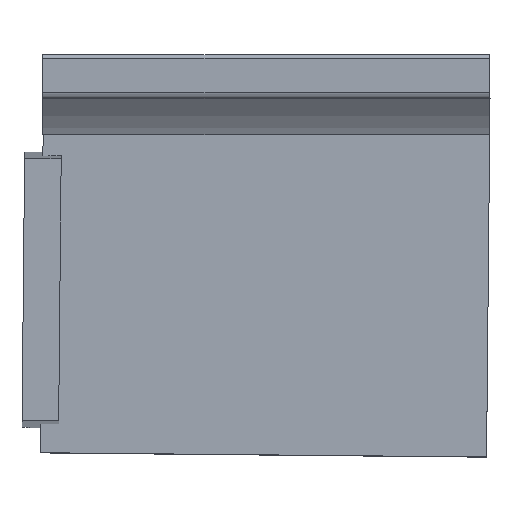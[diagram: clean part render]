
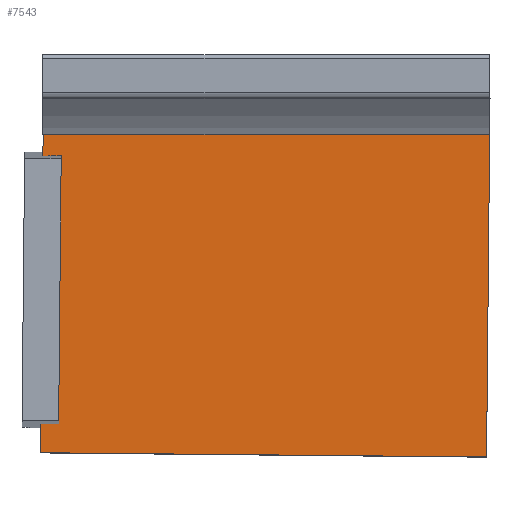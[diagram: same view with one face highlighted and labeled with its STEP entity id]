
A CAD part, top view. The second image highlights one B-rep face of the part: STEP entity #7543.
In plain terms, the highlighted planar face has unit normal (0, 0, 1).
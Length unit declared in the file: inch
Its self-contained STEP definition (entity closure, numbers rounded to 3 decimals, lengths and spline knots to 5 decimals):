
#892=PLANE('',#8268);
#1003=FACE_OUTER_BOUND('',#1577,.T.);
#1577=EDGE_LOOP('',(#5149,#5150,#5151,#5152));
#2265=LINE('',#11389,#2585);
#2267=LINE('',#11393,#2587);
#2269=LINE('',#11397,#2589);
#2271=LINE('',#11400,#2591);
#2585=VECTOR('',#9230,0.3937);
#2587=VECTOR('',#9234,0.3937);
#2589=VECTOR('',#9238,0.3937);
#2591=VECTOR('',#9242,0.3937);
#3329=VERTEX_POINT('',#11386);
#3330=VERTEX_POINT('',#11388);
#3331=VERTEX_POINT('',#11392);
#3332=VERTEX_POINT('',#11396);
#3983=EDGE_CURVE('',#3330,#3329,#2265,.T.);
#3985=EDGE_CURVE('',#3331,#3330,#2267,.T.);
#3987=EDGE_CURVE('',#3332,#3331,#2269,.T.);
#3989=EDGE_CURVE('',#3329,#3332,#2271,.T.);
#5149=ORIENTED_EDGE('',*,*,#3989,.T.);
#5150=ORIENTED_EDGE('',*,*,#3987,.T.);
#5151=ORIENTED_EDGE('',*,*,#3985,.T.);
#5152=ORIENTED_EDGE('',*,*,#3983,.T.);
#7543=ADVANCED_FACE('',(#1003),#892,.T.);
#8268=AXIS2_PLACEMENT_3D('',#11401,#9243,#9244);
#9230=DIRECTION('',(0.,1.,0.));
#9234=DIRECTION('',(1.,0.,0.));
#9238=DIRECTION('',(0.,-1.,0.));
#9242=DIRECTION('',(-1.,0.,0.));
#9243=DIRECTION('center_axis',(0.,0.,1.));
#9244=DIRECTION('ref_axis',(1.,0.,0.));
#11386=CARTESIAN_POINT('',(15.25,12.25,3.75));
#11388=CARTESIAN_POINT('',(15.25,-12.25,3.75));
#11389=CARTESIAN_POINT('',(15.25,12.25,3.75));
#11392=CARTESIAN_POINT('',(-15.25,-12.25,3.75));
#11393=CARTESIAN_POINT('',(15.25,-12.25,3.75));
#11396=CARTESIAN_POINT('',(-15.25,12.25,3.75));
#11397=CARTESIAN_POINT('',(-15.25,-12.25,3.75));
#11400=CARTESIAN_POINT('',(-15.25,12.25,3.75));
#11401=CARTESIAN_POINT('Origin',(0.,0.,3.75));
